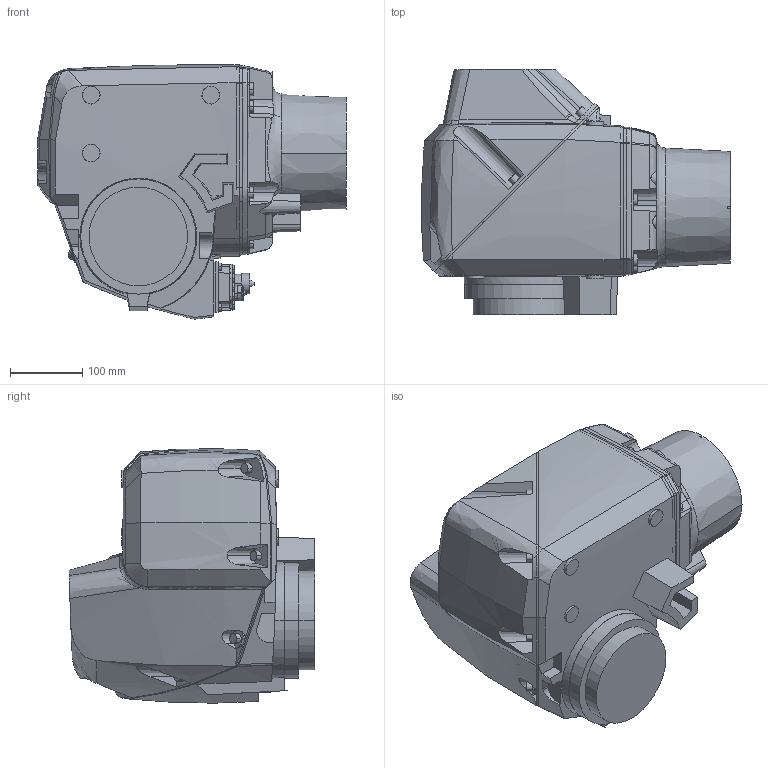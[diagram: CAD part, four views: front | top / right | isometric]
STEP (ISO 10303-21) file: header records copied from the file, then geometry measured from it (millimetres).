
FILE_DESCRIPTION (( 'STEP AP203' ), '1' );
FILE_NAME ('Link3_Default_sldprt.STEP', '2020-04-16T14:26:42', ( '' ), ( '' ), 'SwSTEP 2.0', 'SolidWorks 2018', '' );
FILE_SCHEMA (( 'CONFIG_CONTROL_DESIGN' ));
Length unit declared in the file: millimetre
Products named in the file (1): Link3_Default_sldprt
Bounding box: 425.84 x 338.66 x 350.93 mm (x, y, z)
Volume: 23579662.2 mm3; surface area: 944044.9 mm2
Topology: 11 solids, 25 shells, 689 faces, 1674 edges, 1078 vertices
Faces by surface type: plane 301, cylinder 146, cone 122, bspline 82, torus 38
Entity records: 25863 total; most frequent: CARTESIAN_POINT 10582, ORIENTED_EDGE 3328, DIRECTION 2875, EDGE_CURVE 1664, AXIS2_PLACEMENT_3D 1102, VERTEX_POINT 1078, EDGE_LOOP 744, FACE_OUTER_BOUND 689
